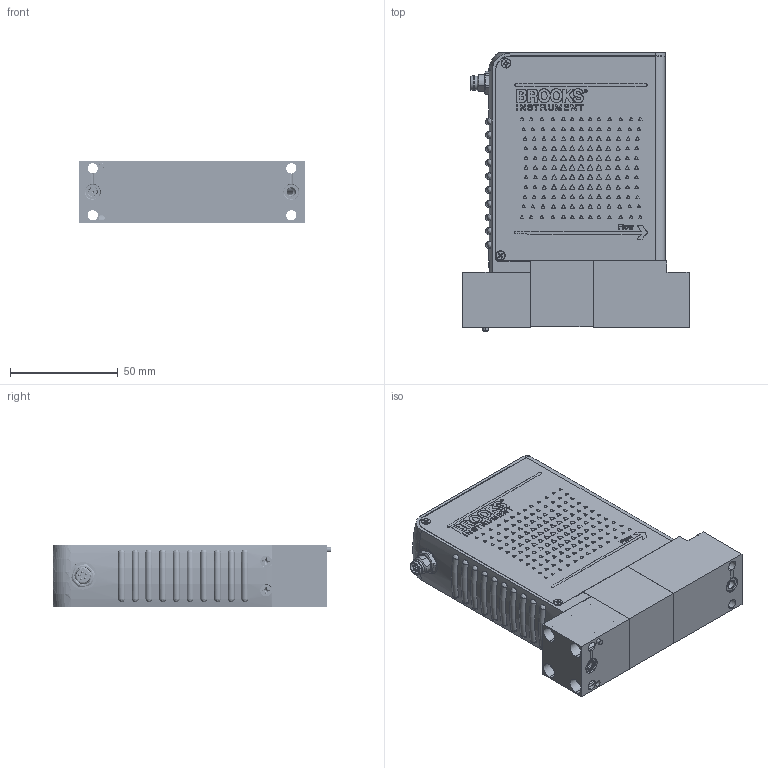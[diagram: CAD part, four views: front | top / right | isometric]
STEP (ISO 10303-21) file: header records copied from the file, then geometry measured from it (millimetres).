
FILE_DESCRIPTION (( 'STEP AP214' ), '1' );
FILE_NAME ('GP200-CSEAL-PY-ETHERCAT.STEP', '2021-08-02T20:54:11', ( '' ), ( '' ), 'SwSTEP 2.0', 'SolidWorks 2020', '' );
FILE_SCHEMA (( 'AUTOMOTIVE_DESIGN' ));
Length unit declared in the file: inch
Products named in the file (1): GP200-CSEAL-PY-ETHERCAT
Bounding box: 104.95 x 128.83 x 28.57 mm (x, y, z)
Volume: 117249.4 mm3; surface area: 81240.7 mm2
Topology: 34 solids, 35 shells, 8268 faces, 23105 edges, 15233 vertices
Faces by surface type: cylinder 4582, plane 3030, bspline 381, cone 209, torus 58, sphere 8
Entity records: 303878 total; most frequent: CARTESIAN_POINT 83199, ORIENTED_EDGE 46102, DIRECTION 45488, EDGE_CURVE 23051, AXIS2_PLACEMENT_3D 16642, VERTEX_POINT 15233, LINE 12204, VECTOR 12204
